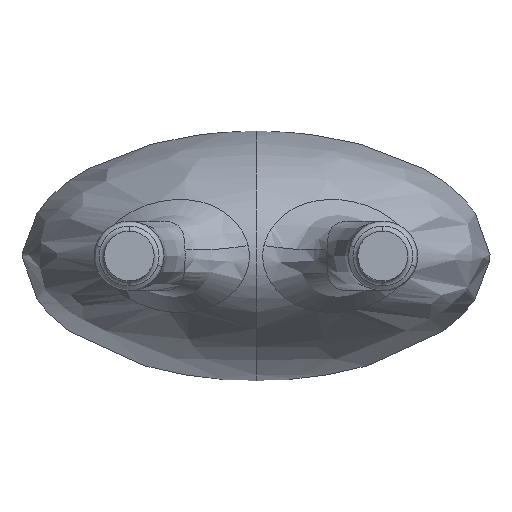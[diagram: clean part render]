
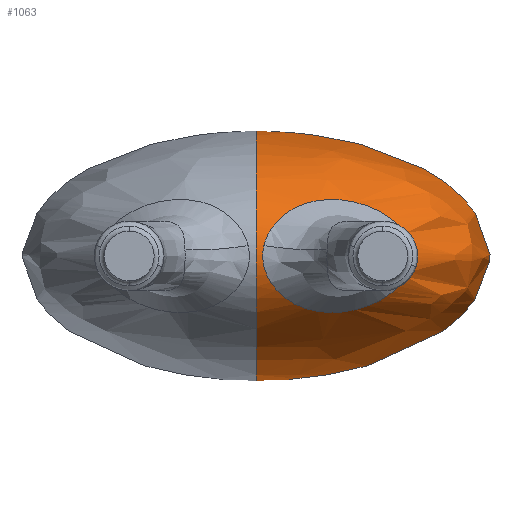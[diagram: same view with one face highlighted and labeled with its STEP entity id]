
A CAD part, front view. The second image highlights one B-rep face of the part: STEP entity #1063.
In plain terms, the highlighted free-form (B-spline) face has degree [3, 3] with [4, 4] control points.
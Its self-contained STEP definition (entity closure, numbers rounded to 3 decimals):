
#37 = CARTESIAN_POINT ( 'NONE',  ( 0.079, -2.341, 0.104 ) ) ;
#44 = EDGE_CURVE ( 'NONE', #1329, #1619, #1816, .T. ) ;
#60 =( BOUNDED_SURFACE ( )  B_SPLINE_SURFACE ( 3, 3, ( 
 ( #941, #1802, #954, #96 ),
 ( #1095, #251, #1231, #391 ),
 ( #1379, #534, #1520, #687 ),
 ( #1661, #825, #1809, #961 ) ),
 .UNSPECIFIED., .F., .F., .F. ) 
 B_SPLINE_SURFACE_WITH_KNOTS ( ( 4, 4 ),
 ( 4, 4 ),
 ( 0., 1. ),
 ( 0., 1. ),
 .UNSPECIFIED. ) 
 GEOMETRIC_REPRESENTATION_ITEM ( )  RATIONAL_B_SPLINE_SURFACE ( (
 ( 1., 0.333, 0.333, 1.),
 ( 0.333, 0.111, 0.111, 0.333),
 ( 0.333, 0.111, 0.111, 0.333),
 ( 1., 0.333, 0.333, 1.) ) ) 
 REPRESENTATION_ITEM ( '' )  SURFACE ( )  );
#88 = CARTESIAN_POINT ( 'NONE',  ( 0., -4.7, 1.25 ) ) ;
#96 = CARTESIAN_POINT ( 'NONE',  ( 0., 0., -1.25 ) ) ;
#106 = CARTESIAN_POINT ( 'NONE',  ( 1.043, -1.855, 0.54 ) ) ;
#170 = CARTESIAN_POINT ( 'NONE',  ( 1.473, -1.766, -0.267 ) ) ;
#251 = CARTESIAN_POINT ( 'NONE',  ( 9.4, 4.7, -1.25 ) ) ;
#261 = CARTESIAN_POINT ( 'NONE',  ( 0.53, -2.049, 0.555 ) ) ;
#262 =( BOUNDED_CURVE ( )  B_SPLINE_CURVE ( 3, ( #1602, #622, #1316, #764 ),
 .UNSPECIFIED., .F., .F. ) 
 B_SPLINE_CURVE_WITH_KNOTS ( ( 4, 4 ),
 ( 1.571, 4.712 ),
 .UNSPECIFIED. ) 
 CURVE ( )  GEOMETRIC_REPRESENTATION_ITEM ( )  RATIONAL_B_SPLINE_CURVE ( ( 1., 0.333, 0.333, 1. ) ) 
 REPRESENTATION_ITEM ( '' )  );
#291 = CARTESIAN_POINT ( 'NONE',  ( 0.1, -2.326, 0.193 ) ) ;
#322 = CARTESIAN_POINT ( 'NONE',  ( 1.264, -1.806, -0.437 ) ) ;
#349 = EDGE_LOOP ( 'NONE', ( #1711, #917 ) ) ;
#373 = CARTESIAN_POINT ( 'NONE',  ( 0., 0., 1.25 ) ) ;
#391 = CARTESIAN_POINT ( 'NONE',  ( 0., -4.7, -1.25 ) ) ;
#423 = CARTESIAN_POINT ( 'NONE',  ( 1.555, -1.751, -0.105 ) ) ;
#464 = CARTESIAN_POINT ( 'NONE',  ( 0.843, -1.915, -0.578 ) ) ;
#490 = CARTESIAN_POINT ( 'NONE',  ( 0., -4.7, -1.25 ) ) ;
#534 = CARTESIAN_POINT ( 'NONE',  ( 9.4, 4.7, 1.25 ) ) ;
#545 = CARTESIAN_POINT ( 'NONE',  ( 1.553, -1.751, 0.121 ) ) ;
#587 = CARTESIAN_POINT ( 'NONE',  ( 0.252, -2.22, 0.394 ) ) ;
#617 = CARTESIAN_POINT ( 'NONE',  ( 0.356, -2.15, -0.487 ) ) ;
#622 = CARTESIAN_POINT ( 'NONE',  ( 0., 4.7, -1.25 ) ) ;
#623 = CARTESIAN_POINT ( 'NONE',  ( 1.555, -1.751, -0.105 ) ) ;
#663 = EDGE_CURVE ( 'NONE', #1619, #1329, #913, .T. ) ;
#687 = CARTESIAN_POINT ( 'NONE',  ( 0., -4.7, 1.25 ) ) ;
#716 = EDGE_CURVE ( 'NONE', #836, #956, #262, .T. ) ;
#755 = CARTESIAN_POINT ( 'NONE',  ( 0.128, -2.306, -0.245 ) ) ;
#764 = CARTESIAN_POINT ( 'NONE',  ( 0., 0., 1.25 ) ) ;
#810 = EDGE_LOOP ( 'NONE', ( #865, #1572 ) ) ;
#825 = CARTESIAN_POINT ( 'NONE',  ( 0., 0., 1.25 ) ) ;
#836 = VERTEX_POINT ( 'NONE', #1311 ) ;
#840 = CARTESIAN_POINT ( 'NONE',  ( 0.701, -1.969, 0.58 ) ) ;
#865 = ORIENTED_EDGE ( 'NONE', *, *, #44, .T. ) ;
#873 = CARTESIAN_POINT ( 'NONE',  ( 1.555, -1.751, -0.105 ) ) ;
#884 =( BOUNDED_CURVE ( )  B_SPLINE_CURVE ( 3, ( #1226, #490, #88, #1087 ),
 .UNSPECIFIED., .F., .F. ) 
 B_SPLINE_CURVE_WITH_KNOTS ( ( 4, 4 ),
 ( 1.571, 4.712 ),
 .UNSPECIFIED. ) 
 CURVE ( )  GEOMETRIC_REPRESENTATION_ITEM ( )  RATIONAL_B_SPLINE_CURVE ( ( 1., 0.333, 0.333, 1. ) ) 
 REPRESENTATION_ITEM ( '' )  );
#889 = CARTESIAN_POINT ( 'NONE',  ( 0.058, -2.355, 0.015 ) ) ;
#913 = B_SPLINE_CURVE_WITH_KNOTS ( 'NONE', 3,
 ( #873, #1730, #170, #1162, #322, #1306, #464, #1450, #617, #1590, #755, #1739, #889, #37 ),
 .UNSPECIFIED., .F., .F.,
 ( 4, 2, 2, 2, 2, 2, 4 ),
 ( 0., 0., 0.001, 0.001, 0.002, 0.002, 0.002 ),
 .UNSPECIFIED. ) ;
#917 = ORIENTED_EDGE ( 'NONE', *, *, #716, .T. ) ;
#941 = CARTESIAN_POINT ( 'NONE',  ( 0., 0., -1.25 ) ) ;
#954 = CARTESIAN_POINT ( 'NONE',  ( 0., 0., -1.25 ) ) ;
#956 = VERTEX_POINT ( 'NONE', #373 ) ;
#961 = CARTESIAN_POINT ( 'NONE',  ( 0., 0., 1.25 ) ) ;
#976 = CARTESIAN_POINT ( 'NONE',  ( 1.494, -1.762, 0.245 ) ) ;
#984 = CARTESIAN_POINT ( 'NONE',  ( 0.079, -2.341, 0.104 ) ) ;
#987 = FACE_BOUND ( 'NONE', #810, .T. ) ;
#1000 = CARTESIAN_POINT ( 'NONE',  ( 0.144, -2.295, 0.269 ) ) ;
#1063 = ADVANCED_FACE ( 'NONE', ( #1364, #987 ), #60, .T. ) ;
#1087 = CARTESIAN_POINT ( 'NONE',  ( 0., 0., 1.25 ) ) ;
#1095 = CARTESIAN_POINT ( 'NONE',  ( 0., 4.7, -1.25 ) ) ;
#1105 = CARTESIAN_POINT ( 'NONE',  ( 1.218, -1.815, 0.478 ) ) ;
#1127 = EDGE_CURVE ( 'NONE', #836, #956, #884, .T. ) ;
#1162 = CARTESIAN_POINT ( 'NONE',  ( 1.341, -1.791, -0.389 ) ) ;
#1226 = CARTESIAN_POINT ( 'NONE',  ( 0., 0., -1.25 ) ) ;
#1231 = CARTESIAN_POINT ( 'NONE',  ( 9.4, -4.7, -1.25 ) ) ;
#1247 = CARTESIAN_POINT ( 'NONE',  ( 1.566, -1.749, 0.077 ) ) ;
#1268 = CARTESIAN_POINT ( 'NONE',  ( 1.568, -1.748, -0.062 ) ) ;
#1306 = CARTESIAN_POINT ( 'NONE',  ( 1.021, -1.863, -0.547 ) ) ;
#1311 = CARTESIAN_POINT ( 'NONE',  ( 0., 0., -1.25 ) ) ;
#1316 = CARTESIAN_POINT ( 'NONE',  ( 0., 4.7, 1.25 ) ) ;
#1329 = VERTEX_POINT ( 'NONE', #984 ) ;
#1364 = FACE_OUTER_BOUND ( 'NONE', #349, .T. ) ;
#1379 = CARTESIAN_POINT ( 'NONE',  ( 0., 4.7, 1.25 ) ) ;
#1391 = CARTESIAN_POINT ( 'NONE',  ( 0.317, -2.177, 0.444 ) ) ;
#1427 = CARTESIAN_POINT ( 'NONE',  ( 0.079, -2.341, 0.104 ) ) ;
#1450 = CARTESIAN_POINT ( 'NONE',  ( 0.508, -2.058, -0.548 ) ) ;
#1520 = CARTESIAN_POINT ( 'NONE',  ( 9.4, -4.7, 1.25 ) ) ;
#1528 = CARTESIAN_POINT ( 'NONE',  ( 1.431, -1.774, 0.313 ) ) ;
#1572 = ORIENTED_EDGE ( 'NONE', *, *, #663, .T. ) ;
#1590 = CARTESIAN_POINT ( 'NONE',  ( 0.178, -2.27, -0.316 ) ) ;
#1602 = CARTESIAN_POINT ( 'NONE',  ( 0., 0., -1.25 ) ) ;
#1619 = VERTEX_POINT ( 'NONE', #623 ) ;
#1661 = CARTESIAN_POINT ( 'NONE',  ( 0., 0., 1.25 ) ) ;
#1711 = ORIENTED_EDGE ( 'NONE', *, *, #1127, .F. ) ;
#1716 = CARTESIAN_POINT ( 'NONE',  ( 1.574, -1.747, -0.015 ) ) ;
#1730 = CARTESIAN_POINT ( 'NONE',  ( 1.529, -1.755, -0.191 ) ) ;
#1739 = CARTESIAN_POINT ( 'NONE',  ( 0.066, -2.349, -0.081 ) ) ;
#1802 = CARTESIAN_POINT ( 'NONE',  ( 0., 0., -1.25 ) ) ;
#1809 = CARTESIAN_POINT ( 'NONE',  ( 0., 0., 1.25 ) ) ;
#1816 = B_SPLINE_CURVE_WITH_KNOTS ( 'NONE', 3,
 ( #1427, #291, #1000, #587, #1391, #261, #840, #106, #1105, #1528, #976, #545, #1247, #1716, #1268, #423 ),
 .UNSPECIFIED., .F., .F.,
 ( 4, 2, 2, 2, 2, 2, 2, 4 ),
 ( 0.002, 0.003, 0.003, 0.003, 0.004, 0.004, 0.004, 0.005 ),
 .UNSPECIFIED. ) ;
